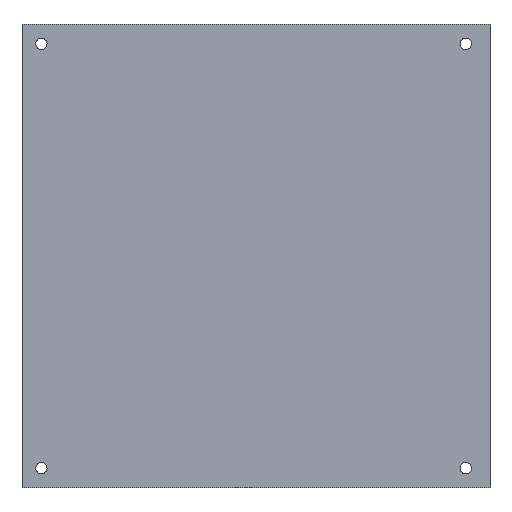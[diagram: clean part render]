
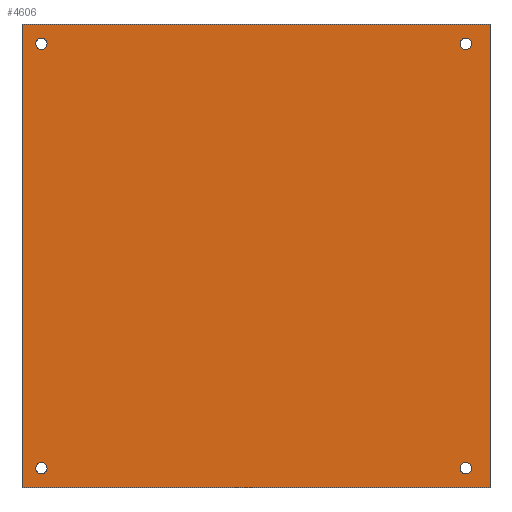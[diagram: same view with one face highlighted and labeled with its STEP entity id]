
A CAD part, left-side view. The second image highlights one B-rep face of the part: STEP entity #4606.
In plain terms, the highlighted planar face has unit normal (-1, 0, 0).
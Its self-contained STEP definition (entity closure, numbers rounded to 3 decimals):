
#176=FACE_BOUND('',#887,.T.);
#177=FACE_BOUND('',#888,.T.);
#178=FACE_BOUND('',#889,.T.);
#179=FACE_BOUND('',#890,.T.);
#304=CIRCLE('',#5160,1.45);
#305=CIRCLE('',#5162,1.45);
#306=CIRCLE('',#5164,1.45);
#307=CIRCLE('',#5166,1.45);
#606=FACE_OUTER_BOUND('',#886,.T.);
#886=EDGE_LOOP('',(#4185,#4186,#4187,#4188));
#887=EDGE_LOOP('',(#4189));
#888=EDGE_LOOP('',(#4190));
#889=EDGE_LOOP('',(#4191));
#890=EDGE_LOOP('',(#4192));
#1367=LINE('',#7728,#1867);
#1369=LINE('',#7732,#1869);
#1374=LINE('',#7740,#1874);
#1390=LINE('',#7781,#1890);
#1867=VECTOR('',#6390,10.);
#1869=VECTOR('',#6394,10.);
#1874=VECTOR('',#6401,10.);
#1890=VECTOR('',#6449,10.);
#2295=VERTEX_POINT('',#7725);
#2296=VERTEX_POINT('',#7727);
#2297=VERTEX_POINT('',#7731);
#2299=VERTEX_POINT('',#7738);
#2305=VERTEX_POINT('',#7762);
#2306=VERTEX_POINT('',#7766);
#2307=VERTEX_POINT('',#7770);
#2308=VERTEX_POINT('',#7774);
#2909=EDGE_CURVE('',#2296,#2295,#1367,.T.);
#2911=EDGE_CURVE('',#2297,#2296,#1369,.T.);
#2916=EDGE_CURVE('',#2295,#2299,#1374,.T.);
#2927=EDGE_CURVE('',#2305,#2305,#304,.T.);
#2929=EDGE_CURVE('',#2306,#2306,#305,.T.);
#2931=EDGE_CURVE('',#2307,#2307,#306,.F.);
#2933=EDGE_CURVE('',#2308,#2308,#307,.T.);
#2936=EDGE_CURVE('',#2299,#2297,#1390,.T.);
#4185=ORIENTED_EDGE('',*,*,#2916,.T.);
#4186=ORIENTED_EDGE('',*,*,#2936,.T.);
#4187=ORIENTED_EDGE('',*,*,#2911,.T.);
#4188=ORIENTED_EDGE('',*,*,#2909,.T.);
#4189=ORIENTED_EDGE('',*,*,#2927,.T.);
#4190=ORIENTED_EDGE('',*,*,#2929,.T.);
#4191=ORIENTED_EDGE('',*,*,#2931,.T.);
#4192=ORIENTED_EDGE('',*,*,#2933,.T.);
#4367=PLANE('',#5170);
#4606=ADVANCED_FACE('',(#606,#176,#177,#178,#179),#4367,.F.);
#5160=AXIS2_PLACEMENT_3D('',#7763,#6424,#6425);
#5162=AXIS2_PLACEMENT_3D('',#7767,#6429,#6430);
#5164=AXIS2_PLACEMENT_3D('',#7771,#6434,#6435);
#5166=AXIS2_PLACEMENT_3D('',#7775,#6439,#6440);
#5170=AXIS2_PLACEMENT_3D('',#7782,#6450,#6451);
#6390=DIRECTION('',(0.,-1.,0.));
#6394=DIRECTION('',(0.,0.,-1.));
#6401=DIRECTION('',(0.,0.,1.));
#6424=DIRECTION('center_axis',(1.,0.,0.));
#6425=DIRECTION('ref_axis',(0.,0.,-1.));
#6429=DIRECTION('center_axis',(1.,0.,0.));
#6430=DIRECTION('ref_axis',(0.,0.,-1.));
#6434=DIRECTION('center_axis',(-1.,0.,0.));
#6435=DIRECTION('ref_axis',(0.,0.,-1.));
#6439=DIRECTION('center_axis',(1.,0.,0.));
#6440=DIRECTION('ref_axis',(0.,0.342,-0.94));
#6449=DIRECTION('',(0.,1.,0.));
#6450=DIRECTION('center_axis',(1.,0.,0.));
#6451=DIRECTION('ref_axis',(0.,0.,-1.));
#7725=CARTESIAN_POINT('',(0.,-71.261,-14.803));
#7727=CARTESIAN_POINT('',(0.,49.481,-14.803));
#7728=CARTESIAN_POINT('',(0.,49.481,-14.803));
#7731=CARTESIAN_POINT('',(0.,49.481,104.697));
#7732=CARTESIAN_POINT('',(0.,49.481,104.697));
#7738=CARTESIAN_POINT('',(0.,-71.261,104.697));
#7740=CARTESIAN_POINT('',(0.,-71.261,-14.803));
#7762=CARTESIAN_POINT('',(0.,44.481,-8.353));
#7763=CARTESIAN_POINT('Origin',(0.,44.481,-9.803));
#7766=CARTESIAN_POINT('',(0.,-65.019,-8.353));
#7767=CARTESIAN_POINT('Origin',(0.,-65.019,-9.803));
#7770=CARTESIAN_POINT('',(0.,44.481,101.147));
#7771=CARTESIAN_POINT('Origin',(0.,44.481,99.697));
#7774=CARTESIAN_POINT('',(0.,-65.515,101.059));
#7775=CARTESIAN_POINT('Origin',(0.,-65.019,99.697));
#7781=CARTESIAN_POINT('',(0.,-71.261,104.697));
#7782=CARTESIAN_POINT('Origin',(0.,-65.107,-10.019));
